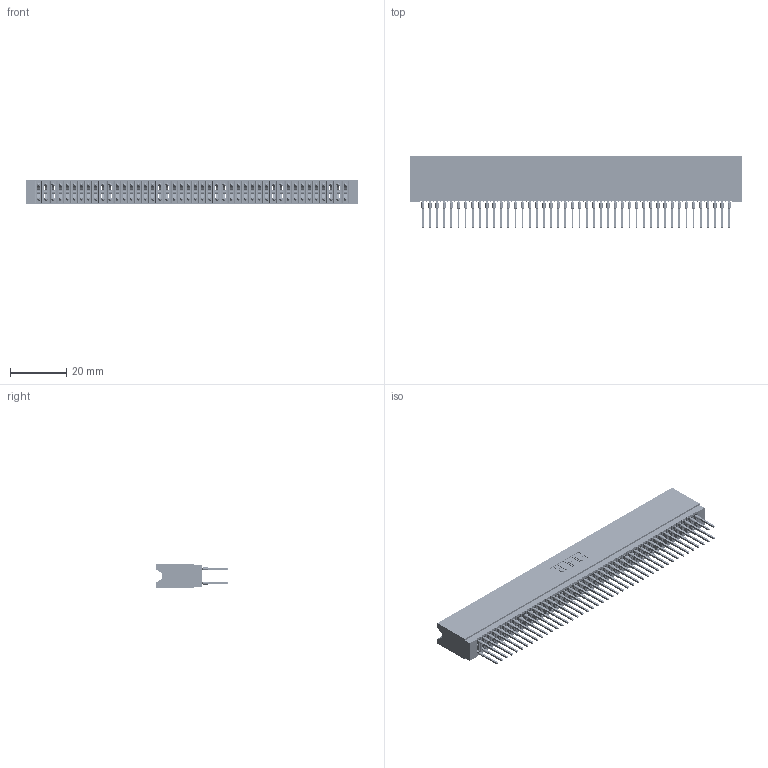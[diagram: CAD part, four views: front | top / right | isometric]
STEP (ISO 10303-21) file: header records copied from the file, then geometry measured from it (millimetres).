
FILE_DESCRIPTION (( 'STEP AP203' ), '1' );
FILE_NAME ('745-088-522-206.STEP', '2026-02-26T22:14:26', ( '' ), ( '' ), 'SwSTEP 2.0', 'SolidWorks 2023', '' );
FILE_SCHEMA (( 'CONFIG_CONTROL_DESIGN' ));
Length unit declared in the file: millimetre
Products named in the file (3): 745-088-522-206; 745-292-001_522; 745 Part_Insulator Option - 06
Assembly tree (89 placements, depth 2):
  745-088-522-206
    745 Part_Insulator Option - 06
    745-292-001_522  x88
Bounding box: 118.36 x 25.92 x 8.89 mm (x, y, z)
Volume: 10718.1 mm3; surface area: 22167.4 mm2
Topology: 89 solids, 89 shells, 7972 faces, 21424 edges, 13460 vertices
Faces by surface type: plane 4104, bspline 1760, cylinder 1580, torus 528
Entity records: 73822 total; most frequent: CARTESIAN_POINT 13306, ORIENTED_EDGE 12746, DIRECTION 11133, EDGE_CURVE 6373, VECTOR 5927, LINE 5927, VERTEX_POINT 4064, AXIS2_PLACEMENT_3D 2603
